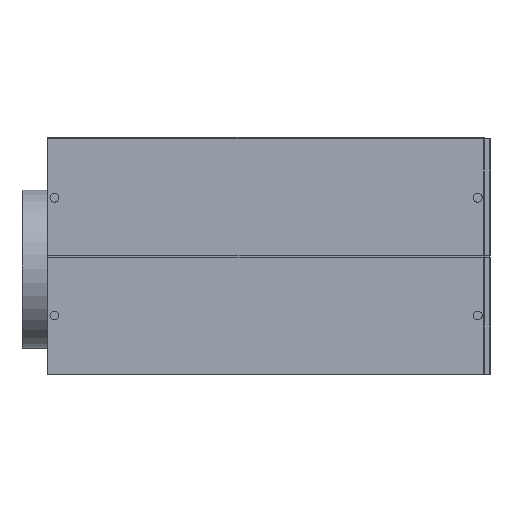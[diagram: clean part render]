
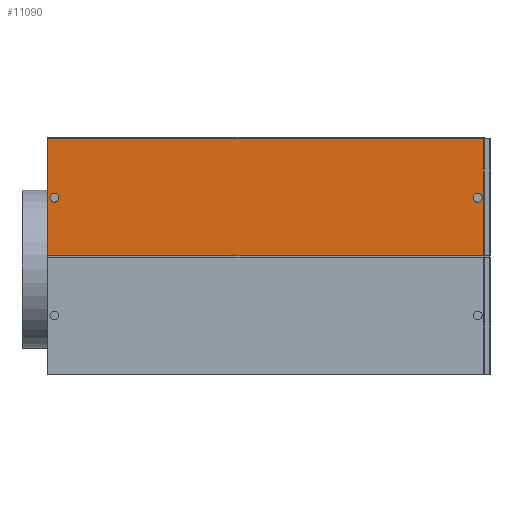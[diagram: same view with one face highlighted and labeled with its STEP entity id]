
A CAD part, left-side view. The second image highlights one B-rep face of the part: STEP entity #11090.
In plain terms, the highlighted planar face has unit normal (-1, 0, 0).
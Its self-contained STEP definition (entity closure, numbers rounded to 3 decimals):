
#1400=CARTESIAN_POINT('',(-789.5,-416.5,
330.076));
#1410=VERTEX_POINT('',#1400);
#1460=CARTESIAN_POINT('',(-789.5,-416.5,
321.275));
#1470=DIRECTION('',(1.,0.,0.));
#1480=DIRECTION('',(0.,0.,-1.));
#1490=AXIS2_PLACEMENT_3D('',#1460,#1470,#1480);
#1500=CIRCLE('',#1490,8.801);
#1510=CARTESIAN_POINT('',(-789.5,-416.5,
312.474));
#1520=VERTEX_POINT('',#1510);
#1530=EDGE_CURVE('',#1410,#1520,#1500,.T.);
#5370=CARTESIAN_POINT('',(-789.5,425.5,
312.474));
#5380=VERTEX_POINT('',#5370);
#5430=CARTESIAN_POINT('',(-789.5,425.5,
321.275));
#5440=DIRECTION('',(1.,0.,0.));
#5450=DIRECTION('',(0.,0.,-1.));
#5460=AXIS2_PLACEMENT_3D('',#5430,#5440,#5450);
#5470=CIRCLE('',#5460,8.801);
#5480=CARTESIAN_POINT('',(-789.5,425.5,
330.076));
#5490=VERTEX_POINT('',#5480);
#5500=EDGE_CURVE('',#5380,#5490,#5470,.T.);
#10600=CARTESIAN_POINT('',(-789.5,4.5,
321.275));
#10610=DIRECTION('',(-1.,0.,0.));
#10620=DIRECTION('',(0.,-1.,0.));
#10630=AXIS2_PLACEMENT_3D('',#10600,#10610,#10620);
#10640=PLANE('',#10630);
#10650=CARTESIAN_POINT('',(-789.5,439.,
-30.1));
#10660=DIRECTION('',(0.,0.,1.));
#10670=VECTOR('',#10660,1.);
#10680=LINE('',#10650,#10670);
#10690=CARTESIAN_POINT('',(-789.5,439.,
206.15));
#10700=VERTEX_POINT('',#10690);
#10710=CARTESIAN_POINT('',(-789.5,439.,
438.4));
#10720=VERTEX_POINT('',#10710);
#10730=EDGE_CURVE('',#10700,#10720,#10680,.T.);
#10740=ORIENTED_EDGE('',*,*,#10730,.F.);
#10750=CARTESIAN_POINT('',(-789.5,439.,
438.4));
#10760=DIRECTION('',(0.,-1.,0.));
#10770=VECTOR('',#10760,1.);
#10780=LINE('',#10750,#10770);
#10790=CARTESIAN_POINT('',(-789.5,-428.,
438.4));
#10800=VERTEX_POINT('',#10790);
#10810=EDGE_CURVE('',#10720,#10800,#10780,.T.);
#10820=ORIENTED_EDGE('',*,*,#10810,.F.);
#10830=CARTESIAN_POINT('',(-789.5,-428.,
438.4));
#10840=DIRECTION('',(0.,0.,-1.));
#10850=VECTOR('',#10840,1.);
#10860=LINE('',#10830,#10850);
#10870=CARTESIAN_POINT('',(-789.5,-428.,
206.15));
#10880=VERTEX_POINT('',#10870);
#10890=EDGE_CURVE('',#10800,#10880,#10860,.T.);
#10900=ORIENTED_EDGE('',*,*,#10890,.F.);
#10910=CARTESIAN_POINT('',(-789.5,4.5,
206.15));
#10920=DIRECTION('',(0.,-1.,0.));
#10930=VECTOR('',#10920,1.);
#10940=LINE('',#10910,#10930);
#10950=EDGE_CURVE('',#10700,#10880,#10940,.T.);
#10960=ORIENTED_EDGE('',*,*,#10950,.T.);
#10970=EDGE_LOOP('',(#10960,#10900,#10820,#10740));
#10980=FACE_OUTER_BOUND('',#10970,.T.);
#10990=EDGE_CURVE('',#5490,#5380,#5470,.T.);
#11000=ORIENTED_EDGE('',*,*,#10990,.T.);
#11010=ORIENTED_EDGE('',*,*,#5500,.T.);
#11020=EDGE_LOOP('',(#11010,#11000));
#11030=FACE_BOUND('',#11020,.T.);
#11040=EDGE_CURVE('',#1520,#1410,#1500,.T.);
#11050=ORIENTED_EDGE('',*,*,#11040,.T.);
#11060=ORIENTED_EDGE('',*,*,#1530,.T.);
#11070=EDGE_LOOP('',(#11060,#11050));
#11080=FACE_BOUND('',#11070,.T.);
#11090=ADVANCED_FACE('',(#10980,#11030,#11080),#10640,.T.);
